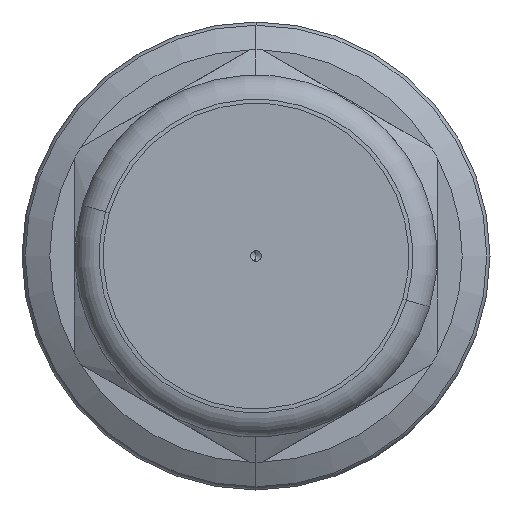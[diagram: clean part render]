
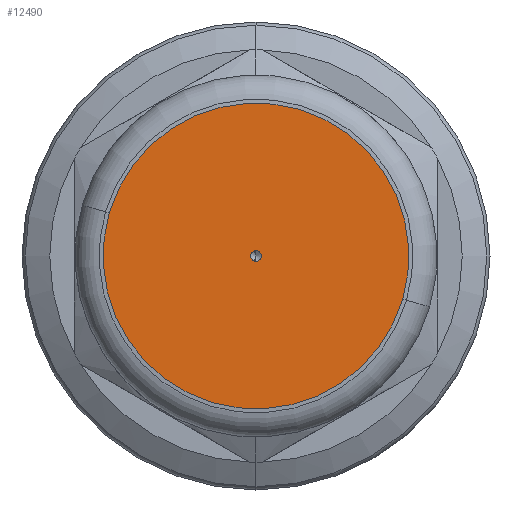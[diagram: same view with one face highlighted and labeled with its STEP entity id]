
A CAD part, left-side view. The second image highlights one B-rep face of the part: STEP entity #12490.
In plain terms, the highlighted planar face has unit normal (-1, 0, 0).
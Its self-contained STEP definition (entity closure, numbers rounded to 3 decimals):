
#270 = AXIS2_PLACEMENT_3D ( 'NONE', #18362, #5363, #8255 ) ;
#460 = DIRECTION ( 'NONE',  ( 0., -0.959, -0.282 ) ) ;
#1451 = CIRCLE ( 'NONE', #3375, 0.6 ) ;
#2236 = CARTESIAN_POINT ( 'NONE',  ( -68.9, 0., 0. ) ) ;
#3375 = AXIS2_PLACEMENT_3D ( 'NONE', #11435, #12821, #8611 ) ;
#3454 = CARTESIAN_POINT ( 'NONE',  ( -68.9, 16.646, 4.892 ) ) ;
#4050 = CARTESIAN_POINT ( 'NONE',  ( -68.9, -16.646, -4.892 ) ) ;
#4799 = AXIS2_PLACEMENT_3D ( 'NONE', #7468, #14558, #8854 ) ;
#5363 = DIRECTION ( 'NONE',  ( -1., 0., 0. ) ) ;
#5742 = CARTESIAN_POINT ( 'NONE',  ( -68.9, -0.576, -0.169 ) ) ;
#6645 = DIRECTION ( 'NONE',  ( 0., -0.959, -0.282 ) ) ;
#7216 = ORIENTED_EDGE ( 'NONE', *, *, #8635, .T. ) ;
#7468 = CARTESIAN_POINT ( 'NONE',  ( -68.9, 0., 0. ) ) ;
#8003 = EDGE_LOOP ( 'NONE', ( #16299, #14790 ) ) ;
#8077 = ORIENTED_EDGE ( 'NONE', *, *, #10844, .T. ) ;
#8255 = DIRECTION ( 'NONE',  ( 0., 0.959, 0.282 ) ) ;
#8611 = DIRECTION ( 'NONE',  ( 0., -0.959, -0.282 ) ) ;
#8635 = EDGE_CURVE ( 'NONE', #18493, #15850, #9793, .T. ) ;
#8833 = AXIS2_PLACEMENT_3D ( 'NONE', #2236, #13808, #6645 ) ;
#8854 = DIRECTION ( 'NONE',  ( 0., -0.959, -0.282 ) ) ;
#9793 = CIRCLE ( 'NONE', #4799, 0.6 ) ;
#10844 = EDGE_CURVE ( 'NONE', #15850, #18493, #1451, .T. ) ;
#11434 = CARTESIAN_POINT ( 'NONE',  ( -68.9, 0.576, 0.169 ) ) ;
#11435 = CARTESIAN_POINT ( 'NONE',  ( -68.9, 0., 0. ) ) ;
#11692 = FACE_BOUND ( 'NONE', #13943, .T. ) ;
#11862 = CARTESIAN_POINT ( 'NONE',  ( -68.9, 0., 0. ) ) ;
#12167 = FACE_OUTER_BOUND ( 'NONE', #8003, .T. ) ;
#12490 = ADVANCED_FACE ( 'NONE', ( #11692, #12167 ), #15347, .T. ) ;
#12514 = VERTEX_POINT ( 'NONE', #4050 ) ;
#12761 = EDGE_CURVE ( 'NONE', #14326, #12514, #12813, .T. ) ;
#12813 = CIRCLE ( 'NONE', #18472, 17.35 ) ;
#12821 = DIRECTION ( 'NONE',  ( 1., 0., 0. ) ) ;
#13808 = DIRECTION ( 'NONE',  ( 1., 0., 0. ) ) ;
#13943 = EDGE_LOOP ( 'NONE', ( #7216, #8077 ) ) ;
#14326 = VERTEX_POINT ( 'NONE', #3454 ) ;
#14558 = DIRECTION ( 'NONE',  ( 1., 0., 0. ) ) ;
#14790 = ORIENTED_EDGE ( 'NONE', *, *, #12761, .F. ) ;
#15347 = PLANE ( 'NONE',  #270 ) ;
#15850 = VERTEX_POINT ( 'NONE', #11434 ) ;
#16095 = CIRCLE ( 'NONE', #8833, 17.35 ) ;
#16178 = DIRECTION ( 'NONE',  ( 1., 0., 0. ) ) ;
#16299 = ORIENTED_EDGE ( 'NONE', *, *, #16615, .F. ) ;
#16615 = EDGE_CURVE ( 'NONE', #12514, #14326, #16095, .T. ) ;
#18362 = CARTESIAN_POINT ( 'NONE',  ( -68.9, -0.576, -0.169 ) ) ;
#18472 = AXIS2_PLACEMENT_3D ( 'NONE', #11862, #16178, #460 ) ;
#18493 = VERTEX_POINT ( 'NONE', #5742 ) ;
